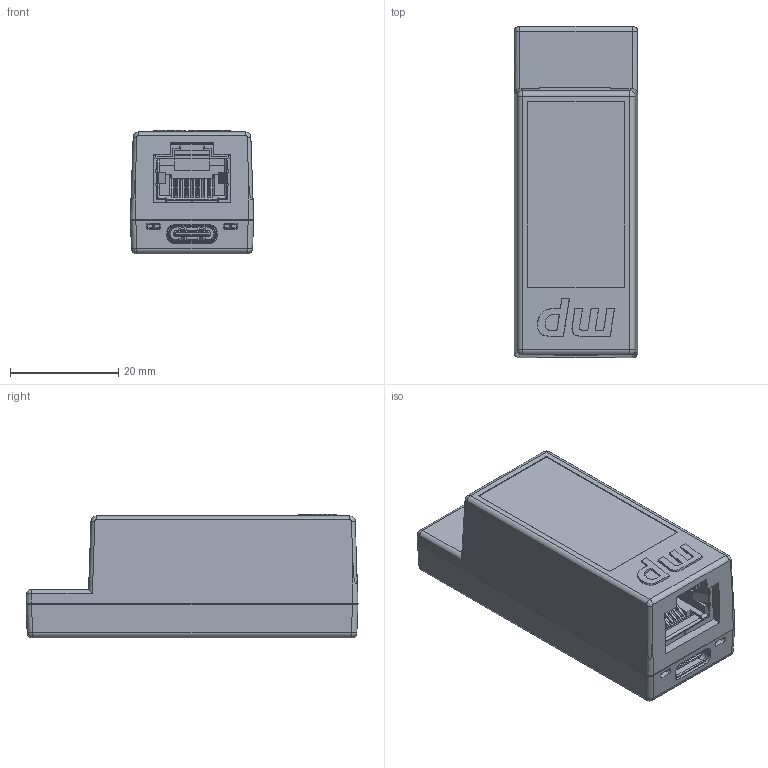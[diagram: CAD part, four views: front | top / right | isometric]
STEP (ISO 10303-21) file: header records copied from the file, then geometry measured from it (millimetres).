
FILE_DESCRIPTION(/* description */ (''),/* implementation_level */ '2;1');
FILE_NAME(/* name */ 'dw270 Assy v67.step',/* time_stamp */ '2024-09-05T09:11:09-07:00',/* author */ (''),/* organization */ (''),/* preprocessor_version */ 'ST-DEVELOPER v20',/* originating_system */ 'Autodesk Translation Framework v13.14.0.145',/* authorisation */ '');
FILE_SCHEMA (('AUTOMOTIVE_DESIGN { 1 0 10303 214 3 1 1 }'));
Products named in the file (13): dw270 Assy; BD504462; BD504463; dwM7-C 3D PCB (11); PCB; USB4110-GF-A; ÇÐ³ý-À­Éì-±¡±
Ú1; keystone-PN942; 08B1-1X1T-36-f_c_3d; LED Cyan ; LED Red; LED Green; LED Orange
Assembly tree (12 placements, depth 4):
  dw270 Assy
    BD504462
    BD504463
    dwM7-C 3D PCB (11)
      PCB
      USB4110-GF-A
        ÇÐ³ý-À­Éì-±¡±
Ú1
      keystone-PN942
      08B1-1X1T-36-f_c_3d
      LED Cyan 
      LED Red
      LED Green
      LED Orange
Bounding box: 22.78 x 61.28 x 22.85 mm (x, y, z)
Volume: 13706.5 mm3; surface area: 23067.5 mm2
Topology: 36 solids, 36 shells, 2907 faces, 8267 edges, 5355 vertices
Faces by surface type: plane 2038, bspline 441, cylinder 352, sphere 26, cone 26, torus 24
Full cylindrical faces by diameter (mm): 0.45 x24, 0.5 x2, 0.6 x1, 1.89 x2
Entity records: 120622 total; most frequent: CARTESIAN_POINT 46007, ORIENTED_EDGE 16532, DIRECTION 13225, EDGE_CURVE 8266, LINE 6213, VECTOR 6213, VERTEX_POINT 5355, AXIS2_PLACEMENT_3D 3506
